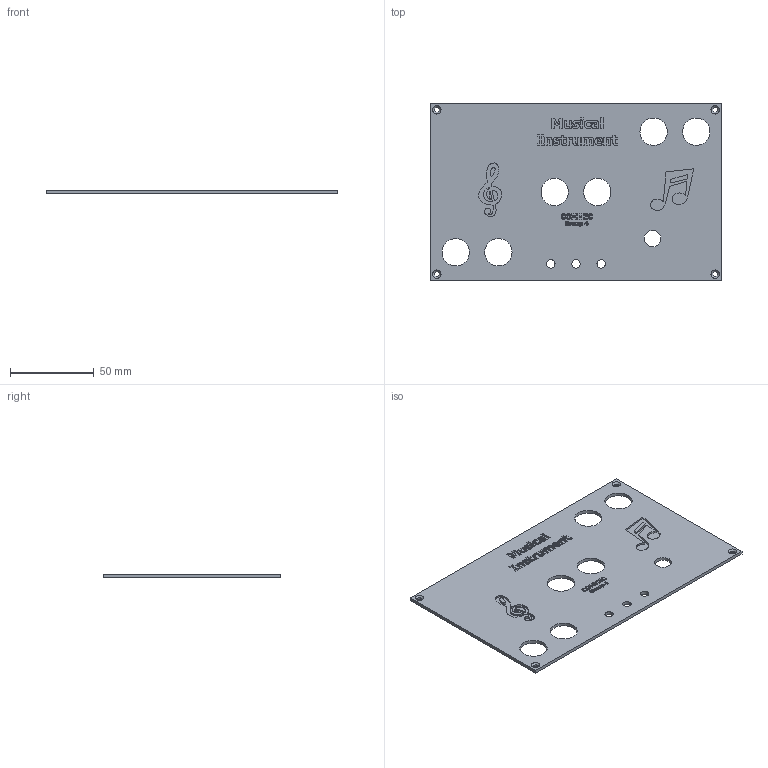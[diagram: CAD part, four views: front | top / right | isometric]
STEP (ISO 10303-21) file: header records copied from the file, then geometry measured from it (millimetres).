
FILE_DESCRIPTION(/* description */ ('','CAx-IF Rec.Pracs.---Representation and Presentation of Product Manufacturing Information (PMI)---4.0---2014-10-13'),/* implementation_level */ '2;1');
FILE_NAME(/* name */ 'tapa.stp',/* time_stamp */ '2021-09-17T04:40:42-05:00',/* author */ ('Usuario'),/* organization */ (''),/* preprocessor_version */ 'ST-DEVELOPER v17',/* originating_system */ 'Autodesk Inventor 2018',/* authorisation */ '');
FILE_SCHEMA (('AP242_MANAGED_MODEL_BASED_3D_ENGINEERING_MIM_LF { 1 0 10303 442 1 1 4 }'));
Length unit declared in the file: millimetre
Products named in the file (1): tapa
Bounding box: 174 x 106 x 2 mm (x, y, z)
Volume: 33403.9 mm3; surface area: 36884.7 mm2
Topology: 1 solids, 1 shells, 508 faces, 1397 edges, 933 vertices
Faces by surface type: plane 284, bspline 206, cylinder 14, cone 4
Full cylindrical faces by diameter (mm): 3.1 x4, 5 x3, 10 x1, 16.3 x6
Entity records: 17777 total; most frequent: CARTESIAN_POINT 6027, ORIENTED_EDGE 2794, DIRECTION 1665, EDGE_CURVE 1397, LINE 943, VECTOR 943, VERTEX_POINT 933, EDGE_LOOP 578
